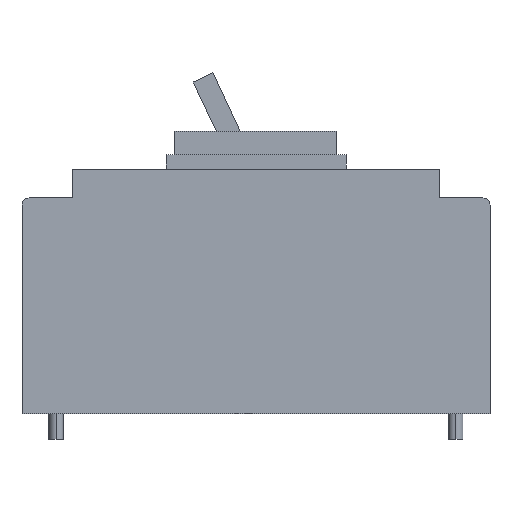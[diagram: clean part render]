
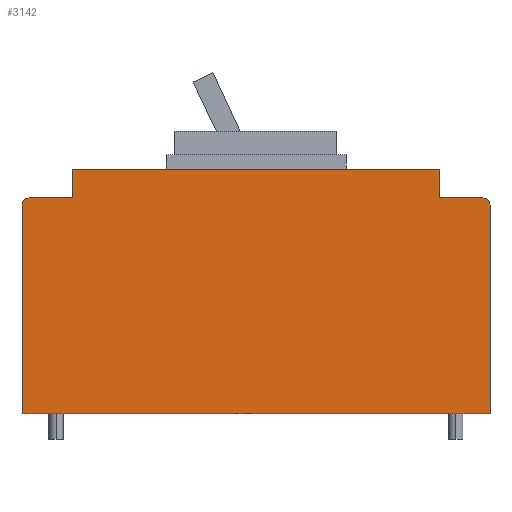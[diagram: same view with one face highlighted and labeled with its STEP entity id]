
A CAD part, left-side view. The second image highlights one B-rep face of the part: STEP entity #3142.
In plain terms, the highlighted planar face has unit normal (-1, 0, 0).
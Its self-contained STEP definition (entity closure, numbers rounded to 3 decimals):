
#286 = FACE_OUTER_BOUND ( 'NONE', #334, .T. ) ;
#334 = EDGE_LOOP ( 'NONE', ( #2378, #10241, #4431, #10827, #4788, #5305, #5715, #8394, #1302, #11034 ) ) ;
#488 = CARTESIAN_POINT ( 'NONE',  ( -45., -51., 68. ) ) ;
#895 = CARTESIAN_POINT ( 'NONE',  ( -45., 65., 0. ) ) ;
#1302 = ORIENTED_EDGE ( 'NONE', *, *, #5584, .F. ) ;
#1422 = LINE ( 'NONE', #4563, #3570 ) ;
#1779 = VECTOR ( 'NONE', #8224, 1000. ) ;
#1820 = CARTESIAN_POINT ( 'NONE',  ( -45., 65., 68. ) ) ;
#1828 = VECTOR ( 'NONE', #4243, 1000. ) ;
#1908 = DIRECTION ( 'NONE',  ( 0., -1., 0. ) ) ;
#2019 = VERTEX_POINT ( 'NONE', #10605 ) ;
#2055 = EDGE_CURVE ( 'NONE', #2019, #5694, #6407, .T. ) ;
#2345 = CARTESIAN_POINT ( 'NONE',  ( -45., 65., 0. ) ) ;
#2363 = AXIS2_PLACEMENT_3D ( 'NONE', #10294, #4797, #11221 ) ;
#2378 = ORIENTED_EDGE ( 'NONE', *, *, #9691, .F. ) ;
#2727 = PLANE ( 'NONE',  #4279 ) ;
#2729 = LINE ( 'NONE', #4628, #9474 ) ;
#2916 = VERTEX_POINT ( 'NONE', #2345 ) ;
#3051 = CARTESIAN_POINT ( 'NONE',  ( -45., 51., 68. ) ) ;
#3142 = ADVANCED_FACE ( 'NONE', ( #286 ), #2727, .F. ) ;
#3271 = CARTESIAN_POINT ( 'NONE',  ( -45., 65., 68. ) ) ;
#3570 = VECTOR ( 'NONE', #3635, 1000. ) ;
#3611 = DIRECTION ( 'NONE',  ( -1., 0., 0. ) ) ;
#3635 = DIRECTION ( 'NONE',  ( 0., 0., -1. ) ) ;
#3649 = DIRECTION ( 'NONE',  ( 0., 1., 0. ) ) ;
#4201 = CARTESIAN_POINT ( 'NONE',  ( -45., 63., 60. ) ) ;
#4243 = DIRECTION ( 'NONE',  ( 0., 0., -1. ) ) ;
#4279 = AXIS2_PLACEMENT_3D ( 'NONE', #1820, #6377, #3649 ) ;
#4341 = LINE ( 'NONE', #3271, #11376 ) ;
#4431 = ORIENTED_EDGE ( 'NONE', *, *, #8263, .T. ) ;
#4563 = CARTESIAN_POINT ( 'NONE',  ( -45., 65., 68. ) ) ;
#4628 = CARTESIAN_POINT ( 'NONE',  ( -45., 65., 60. ) ) ;
#4659 = CIRCLE ( 'NONE', #2363, 2. ) ;
#4788 = ORIENTED_EDGE ( 'NONE', *, *, #2055, .F. ) ;
#4797 = DIRECTION ( 'NONE',  ( -1., 0., 0. ) ) ;
#4892 = EDGE_CURVE ( 'NONE', #2019, #10780, #4659, .T. ) ;
#5211 = CARTESIAN_POINT ( 'NONE',  ( -45., 51., 60. ) ) ;
#5235 = VECTOR ( 'NONE', #6316, 1000. ) ;
#5305 = ORIENTED_EDGE ( 'NONE', *, *, #4892, .T. ) ;
#5347 = EDGE_CURVE ( 'NONE', #2916, #5694, #11538, .T. ) ;
#5377 = CARTESIAN_POINT ( 'NONE',  ( -45., 65., 58. ) ) ;
#5584 = EDGE_CURVE ( 'NONE', #11908, #10059, #4341, .T. ) ;
#5613 = VERTEX_POINT ( 'NONE', #7851 ) ;
#5694 = VERTEX_POINT ( 'NONE', #8911 ) ;
#5715 = ORIENTED_EDGE ( 'NONE', *, *, #6147, .F. ) ;
#5792 = EDGE_CURVE ( 'NONE', #7582, #9545, #9789, .T. ) ;
#6147 = EDGE_CURVE ( 'NONE', #7914, #10780, #10167, .T. ) ;
#6316 = DIRECTION ( 'NONE',  ( 0., 0., 1. ) ) ;
#6377 = DIRECTION ( 'NONE',  ( 1., 0., 0. ) ) ;
#6407 = LINE ( 'NONE', #9738, #1828 ) ;
#6978 = EDGE_CURVE ( 'NONE', #5613, #11908, #9998, .T. ) ;
#7150 = EDGE_CURVE ( 'NONE', #7914, #10059, #7657, .T. ) ;
#7233 = VECTOR ( 'NONE', #9794, 1000. ) ;
#7582 = VERTEX_POINT ( 'NONE', #4201 ) ;
#7657 = LINE ( 'NONE', #8119, #5235 ) ;
#7806 = CARTESIAN_POINT ( 'NONE',  ( -45., -51., 60. ) ) ;
#7851 = CARTESIAN_POINT ( 'NONE',  ( -45., 51., 60. ) ) ;
#7914 = VERTEX_POINT ( 'NONE', #7806 ) ;
#8119 = CARTESIAN_POINT ( 'NONE',  ( -45., -51., 60. ) ) ;
#8224 = DIRECTION ( 'NONE',  ( 0., -1., 0. ) ) ;
#8263 = EDGE_CURVE ( 'NONE', #9545, #2916, #1422, .T. ) ;
#8346 = AXIS2_PLACEMENT_3D ( 'NONE', #9106, #3611, #10043 ) ;
#8394 = ORIENTED_EDGE ( 'NONE', *, *, #7150, .T. ) ;
#8764 = DIRECTION ( 'NONE',  ( 0., -1., 0. ) ) ;
#8911 = CARTESIAN_POINT ( 'NONE',  ( -45., -65., 0. ) ) ;
#8992 = CARTESIAN_POINT ( 'NONE',  ( -45., -63., 60. ) ) ;
#9106 = CARTESIAN_POINT ( 'NONE',  ( -45., 63., 58. ) ) ;
#9474 = VECTOR ( 'NONE', #1908, 1000. ) ;
#9545 = VERTEX_POINT ( 'NONE', #5377 ) ;
#9600 = DIRECTION ( 'NONE',  ( 0., -1., 0. ) ) ;
#9691 = EDGE_CURVE ( 'NONE', #7582, #5613, #2729, .T. ) ;
#9738 = CARTESIAN_POINT ( 'NONE',  ( -45., -65., 68. ) ) ;
#9789 = CIRCLE ( 'NONE', #8346, 2. ) ;
#9794 = DIRECTION ( 'NONE',  ( 0., 0., 1. ) ) ;
#9890 = VECTOR ( 'NONE', #9600, 1000. ) ;
#9998 = LINE ( 'NONE', #5211, #7233 ) ;
#10043 = DIRECTION ( 'NONE',  ( 0., 1., 0. ) ) ;
#10059 = VERTEX_POINT ( 'NONE', #488 ) ;
#10167 = LINE ( 'NONE', #10556, #9890 ) ;
#10241 = ORIENTED_EDGE ( 'NONE', *, *, #5792, .T. ) ;
#10294 = CARTESIAN_POINT ( 'NONE',  ( -45., -63., 58. ) ) ;
#10556 = CARTESIAN_POINT ( 'NONE',  ( -45., -65., 60. ) ) ;
#10605 = CARTESIAN_POINT ( 'NONE',  ( -45., -65., 58. ) ) ;
#10780 = VERTEX_POINT ( 'NONE', #8992 ) ;
#10827 = ORIENTED_EDGE ( 'NONE', *, *, #5347, .T. ) ;
#11034 = ORIENTED_EDGE ( 'NONE', *, *, #6978, .F. ) ;
#11221 = DIRECTION ( 'NONE',  ( 0., 1., 0. ) ) ;
#11376 = VECTOR ( 'NONE', #8764, 1000. ) ;
#11538 = LINE ( 'NONE', #895, #1779 ) ;
#11908 = VERTEX_POINT ( 'NONE', #3051 ) ;
